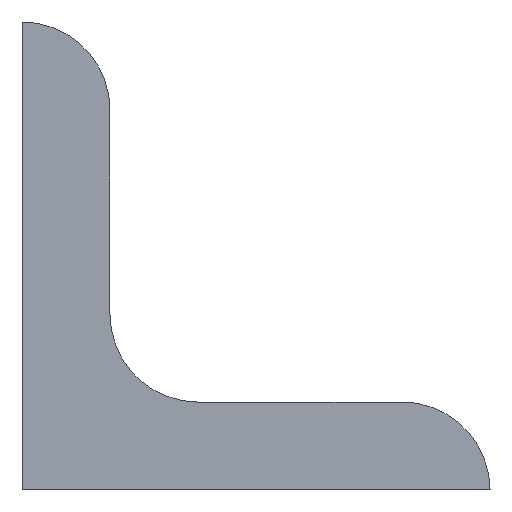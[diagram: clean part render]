
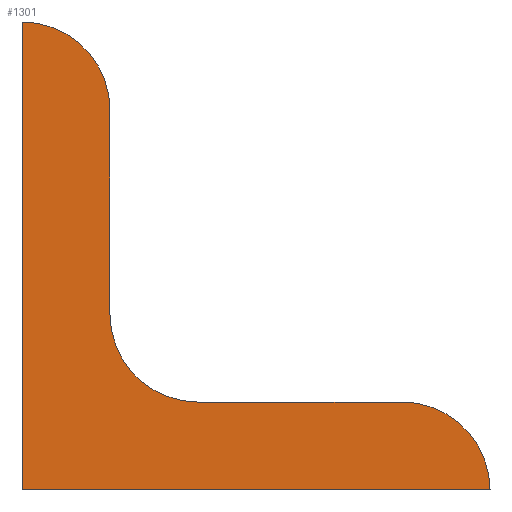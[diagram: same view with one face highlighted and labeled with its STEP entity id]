
A CAD part, left-side view. The second image highlights one B-rep face of the part: STEP entity #1301.
In plain terms, the highlighted planar face has unit normal (-1, 0, 0).
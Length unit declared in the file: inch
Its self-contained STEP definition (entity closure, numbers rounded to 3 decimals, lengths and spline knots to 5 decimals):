
#919=CARTESIAN_POINT('',(-1.4375,-0.188,0.812));
#920=VERTEX_POINT('',#919);
#927=CARTESIAN_POINT('',(-1.4375,-0.188,0.376));
#928=VERTEX_POINT('',#927);
#929=CARTESIAN_POINT('',(-1.4375,-0.188,0.812));
#930=DIRECTION('',(0.0,0.0,-1.0));
#931=VECTOR('',#930,0.436);
#932=LINE('',#929,#931);
#933=EDGE_CURVE('',#920,#928,#932,.T.);
#1028=CARTESIAN_POINT('',(-1.4375,0.,1.0));
#1029=VERTEX_POINT('',#1028);
#1036=CARTESIAN_POINT('',(-1.4375,0.,0.812));
#1037=DIRECTION('',(1.0,0.,0.));
#1038=DIRECTION('',(0.,-0.707,0.707));
#1039=AXIS2_PLACEMENT_3D('',#1036,#1037,#1038);
#1040=CIRCLE('',#1039,0.188);
#1041=EDGE_CURVE('',#1029,#920,#1040,.T.);
#1073=CARTESIAN_POINT('',(-1.4375,-0.376,0.188));
#1074=VERTEX_POINT('',#1073);
#1075=CARTESIAN_POINT('',(-1.4375,-0.376,0.376));
#1076=DIRECTION('',(-1.0,0.,0.));
#1077=DIRECTION('',(0.,0.707,-0.707));
#1078=AXIS2_PLACEMENT_3D('',#1075,#1076,#1077);
#1079=CIRCLE('',#1078,0.188);
#1080=EDGE_CURVE('',#928,#1074,#1079,.T.);
#1145=CARTESIAN_POINT('',(-1.4375,-0.812,0.188));
#1146=VERTEX_POINT('',#1145);
#1147=CARTESIAN_POINT('',(-1.4375,-0.376,0.188));
#1148=DIRECTION('',(0.0,-1.0,0.0));
#1149=VECTOR('',#1148,0.436);
#1150=LINE('',#1147,#1149);
#1151=EDGE_CURVE('',#1074,#1146,#1150,.T.);
#1176=CARTESIAN_POINT('',(-1.4375,-1.0,0.));
#1177=VERTEX_POINT('',#1176);
#1178=CARTESIAN_POINT('',(-1.4375,-0.812,0.));
#1179=DIRECTION('',(1.0,0.,0.));
#1180=DIRECTION('',(0.,-0.707,0.707));
#1181=AXIS2_PLACEMENT_3D('',#1178,#1179,#1180);
#1182=CIRCLE('',#1181,0.188);
#1183=EDGE_CURVE('',#1146,#1177,#1182,.T.);
#1209=CARTESIAN_POINT('',(-1.4375,0.,0.0));
#1210=VERTEX_POINT('',#1209);
#1211=CARTESIAN_POINT('',(-1.4375,-1.0,0.));
#1212=DIRECTION('',(0.0,1.0,0.0));
#1213=VECTOR('',#1212,1.0);
#1214=LINE('',#1211,#1213);
#1215=EDGE_CURVE('',#1177,#1210,#1214,.T.);
#1252=CARTESIAN_POINT('',(-1.4375,0.,0.0));
#1253=DIRECTION('',(0.0,0.0,1.0));
#1254=VECTOR('',#1253,1.0);
#1255=LINE('',#1252,#1254);
#1256=EDGE_CURVE('',#1210,#1029,#1255,.T.);
#1287=CARTESIAN_POINT('',(-1.4375,0.,1.0));
#1288=DIRECTION('',(-1.0,0.0,0.0));
#1289=DIRECTION('',(0.0,0.0,1.0));
#1290=AXIS2_PLACEMENT_3D('',#1287,#1288,#1289);
#1291=PLANE('',#1290);
#1292=ORIENTED_EDGE('',*,*,#1041,.F.);
#1293=ORIENTED_EDGE('',*,*,#1256,.F.);
#1294=ORIENTED_EDGE('',*,*,#1215,.F.);
#1295=ORIENTED_EDGE('',*,*,#1183,.F.);
#1296=ORIENTED_EDGE('',*,*,#1151,.F.);
#1297=ORIENTED_EDGE('',*,*,#1080,.F.);
#1298=ORIENTED_EDGE('',*,*,#933,.F.);
#1299=EDGE_LOOP('',(#1292,#1293,#1294,#1295,#1296,#1297,#1298));
#1300=FACE_OUTER_BOUND('',#1299,.T.);
#1301=ADVANCED_FACE('',(#1300),#1291,.T.);
